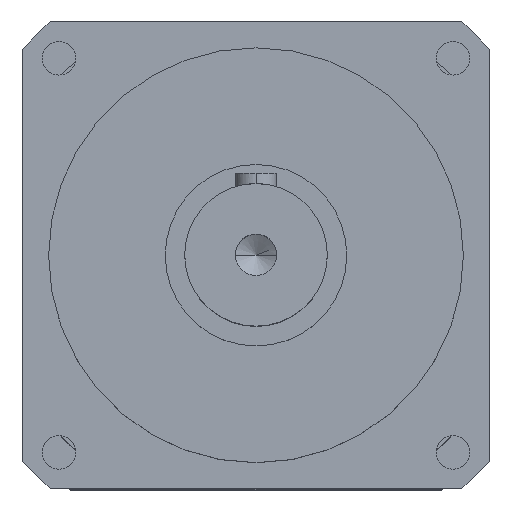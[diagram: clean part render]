
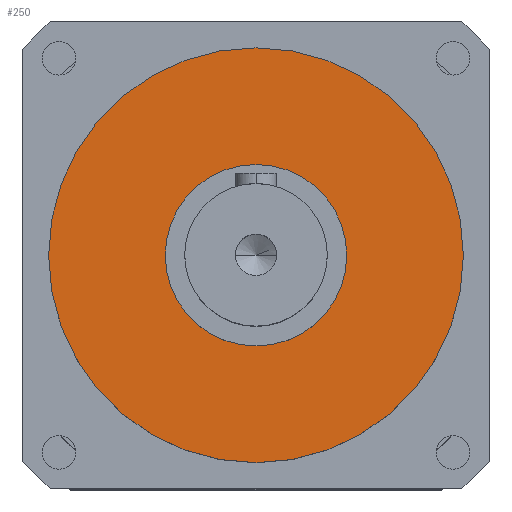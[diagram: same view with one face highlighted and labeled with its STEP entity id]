
A CAD part, top view. The second image highlights one B-rep face of the part: STEP entity #250.
In plain terms, the highlighted planar face has unit normal (0, 0, 1).
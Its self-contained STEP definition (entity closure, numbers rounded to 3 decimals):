
#41 = CARTESIAN_POINT ( 'NONE',  ( 0., 0., 107. ) ) ;
#250 = ADVANCED_FACE ( 'NONE', ( #2755, #5183 ), #5214, .F. ) ;
#336 = DIRECTION ( 'NONE',  ( 0., -1., 0. ) ) ;
#505 = DIRECTION ( 'NONE',  ( 0., 0., 1. ) ) ;
#711 = CARTESIAN_POINT ( 'NONE',  ( 0., 0., 107. ) ) ;
#757 = ORIENTED_EDGE ( 'NONE', *, *, #1806, .T. ) ;
#800 = CARTESIAN_POINT ( 'NONE',  ( 0., 0., 107. ) ) ;
#1020 = CARTESIAN_POINT ( 'NONE',  ( -35., 0., 107. ) ) ;
#1120 = EDGE_CURVE ( 'NONE', #3626, #2639, #3605, .T. ) ;
#1126 = VERTEX_POINT ( 'NONE', #4657 ) ;
#1134 = CARTESIAN_POINT ( 'NONE',  ( 35., 0., 107. ) ) ;
#1162 = DIRECTION ( 'NONE',  ( 1., 0., 0. ) ) ;
#1279 = AXIS2_PLACEMENT_3D ( 'NONE', #41, #2458, #3016 ) ;
#1301 = CARTESIAN_POINT ( 'NONE',  ( 0., 0., 107. ) ) ;
#1724 = CIRCLE ( 'NONE', #5157, 35. ) ;
#1806 = EDGE_CURVE ( 'NONE', #4498, #1126, #2013, .T. ) ;
#1869 = ORIENTED_EDGE ( 'NONE', *, *, #1120, .F. ) ;
#1904 = EDGE_LOOP ( 'NONE', ( #1869, #5169 ) ) ;
#2013 = CIRCLE ( 'NONE', #2968, 80. ) ;
#2458 = DIRECTION ( 'NONE',  ( 0., 0., 1. ) ) ;
#2639 = VERTEX_POINT ( 'NONE', #1020 ) ;
#2755 = FACE_OUTER_BOUND ( 'NONE', #5150, .T. ) ;
#2842 = DIRECTION ( 'NONE',  ( 0., 0., 1. ) ) ;
#2968 = AXIS2_PLACEMENT_3D ( 'NONE', #800, #4428, #4950 ) ;
#3016 = DIRECTION ( 'NONE',  ( 1., 0., 0. ) ) ;
#3396 = ORIENTED_EDGE ( 'NONE', *, *, #4016, .T. ) ;
#3605 = CIRCLE ( 'NONE', #1279, 35. ) ;
#3626 = VERTEX_POINT ( 'NONE', #3893 ) ;
#3708 = CIRCLE ( 'NONE', #4386, 80. ) ;
#3789 = DIRECTION ( 'NONE',  ( 1., 0., 0. ) ) ;
#3800 = EDGE_CURVE ( 'NONE', #2639, #3626, #1724, .T. ) ;
#3893 = CARTESIAN_POINT ( 'NONE',  ( 35., 0., 107. ) ) ;
#4016 = EDGE_CURVE ( 'NONE', #1126, #4498, #3708, .T. ) ;
#4354 = CARTESIAN_POINT ( 'NONE',  ( -80., 0., 107. ) ) ;
#4386 = AXIS2_PLACEMENT_3D ( 'NONE', #1301, #505, #3789 ) ;
#4428 = DIRECTION ( 'NONE',  ( 0., 0., 1. ) ) ;
#4498 = VERTEX_POINT ( 'NONE', #4354 ) ;
#4657 = CARTESIAN_POINT ( 'NONE',  ( 80., 0., 107. ) ) ;
#4950 = DIRECTION ( 'NONE',  ( 1., 0., 0. ) ) ;
#4976 = AXIS2_PLACEMENT_3D ( 'NONE', #1134, #5239, #336 ) ;
#5150 = EDGE_LOOP ( 'NONE', ( #3396, #757 ) ) ;
#5157 = AXIS2_PLACEMENT_3D ( 'NONE', #711, #2842, #1162 ) ;
#5169 = ORIENTED_EDGE ( 'NONE', *, *, #3800, .F. ) ;
#5183 = FACE_BOUND ( 'NONE', #1904, .T. ) ;
#5214 = PLANE ( 'NONE',  #4976 ) ;
#5239 = DIRECTION ( 'NONE',  ( 0., 0., -1. ) ) ;
